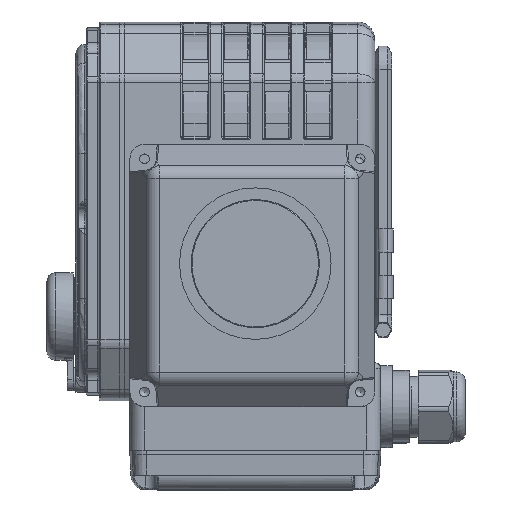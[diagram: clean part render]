
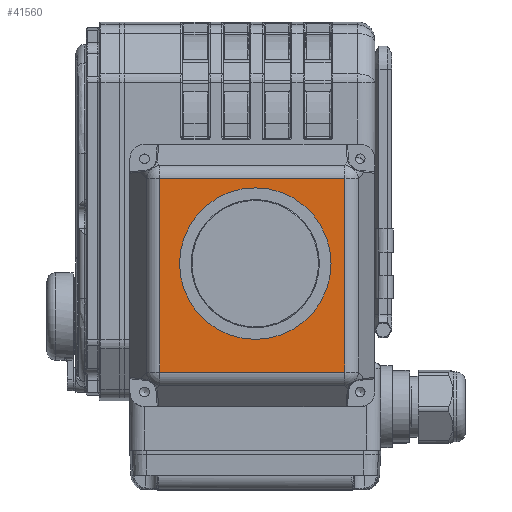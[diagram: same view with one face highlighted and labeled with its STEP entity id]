
A CAD part, top view. The second image highlights one B-rep face of the part: STEP entity #41560.
In plain terms, the highlighted face is planar.
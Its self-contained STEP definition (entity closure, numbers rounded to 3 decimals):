
#2723=LINE('',#73651,#5885);
#2734=LINE('',#73671,#5896);
#2735=LINE('',#73673,#5897);
#2737=LINE('',#73676,#5899);
#5885=VECTOR('',#53939,1000.);
#5896=VECTOR('',#53960,1000.);
#5897=VECTOR('',#53963,1000.);
#5899=VECTOR('',#53967,1000.);
#8224=CIRCLE('',#45509,26.);
#10061=PLANE('',#45508);
#16667=ORIENTED_EDGE('',*,*,#25792,.F.);
#16668=ORIENTED_EDGE('',*,*,#25765,.T.);
#16669=ORIENTED_EDGE('',*,*,#25777,.T.);
#16670=ORIENTED_EDGE('',*,*,#25779,.F.);
#16671=ORIENTED_EDGE('',*,*,#25776,.F.);
#25765=EDGE_CURVE('',#30772,#30777,#2723,.T.);
#25776=EDGE_CURVE('',#30772,#30769,#2734,.T.);
#25777=EDGE_CURVE('',#30777,#30768,#2735,.T.);
#25779=EDGE_CURVE('',#30769,#30768,#2737,.T.);
#25792=EDGE_CURVE('',#30795,#30795,#8224,.T.);
#30768=VERTEX_POINT('',#73570);
#30769=VERTEX_POINT('',#73574);
#30772=VERTEX_POINT('',#73584);
#30777=VERTEX_POINT('',#73600);
#30795=VERTEX_POINT('',#73704);
#34761=EDGE_LOOP('',(#16667));
#34762=EDGE_LOOP('',(#16668,#16669,#16670,#16671));
#37774=FACE_BOUND('',#34761,.T.);
#37775=FACE_BOUND('',#34762,.T.);
#41560=ADVANCED_FACE('',(#37774,#37775),#10061,.F.);
#45508=AXIS2_PLACEMENT_3D('',#73702,#54002,#54003);
#45509=AXIS2_PLACEMENT_3D('',#73703,#54004,#54005);
#53939=DIRECTION('',(0.,0.,-1.));
#53960=DIRECTION('',(-1.,0.,0.));
#53963=DIRECTION('',(-1.,0.,0.));
#53967=DIRECTION('',(0.,0.,-1.));
#54002=DIRECTION('',(0.,-1.,0.));
#54003=DIRECTION('',(0.,0.,-1.));
#54004=DIRECTION('',(0.,1.,0.));
#54005=DIRECTION('',(0.,0.,-1.));
#73570=CARTESIAN_POINT('',(-33.188,25.5,-31.766));
#73574=CARTESIAN_POINT('',(-33.188,25.5,31.766));
#73584=CARTESIAN_POINT('',(33.188,25.5,31.766));
#73600=CARTESIAN_POINT('',(33.188,25.5,-31.766));
#73651=CARTESIAN_POINT('',(33.188,25.5,60.));
#73671=CARTESIAN_POINT('',(60.,25.5,31.766));
#73673=CARTESIAN_POINT('',(60.,25.5,-31.766));
#73676=CARTESIAN_POINT('',(-33.188,25.5,60.));
#73702=CARTESIAN_POINT('',(60.,25.5,-31.766));
#73703=CARTESIAN_POINT('',(-4.,25.5,-1.));
#73704=CARTESIAN_POINT('',(-4.,25.5,-27.));
